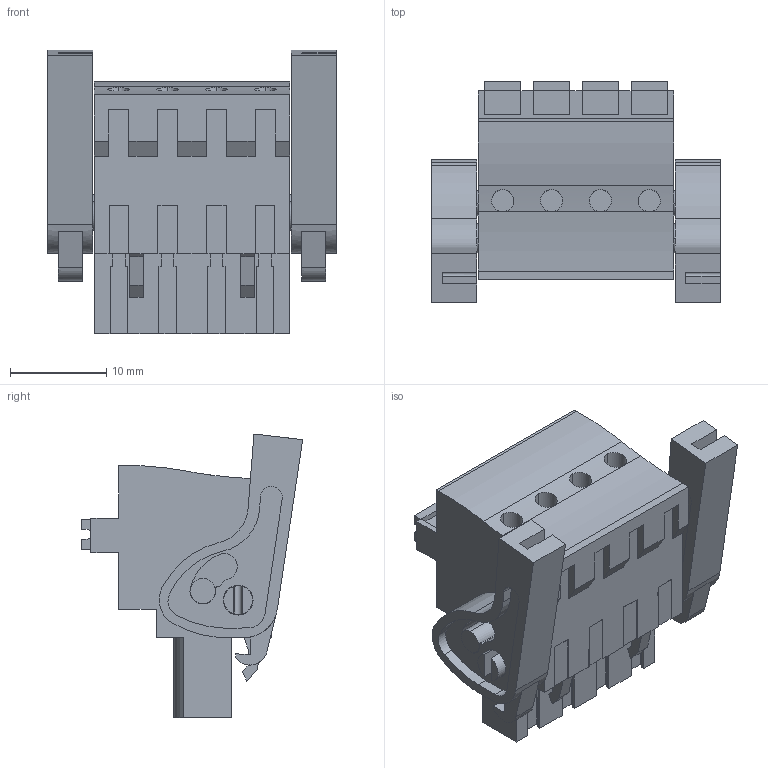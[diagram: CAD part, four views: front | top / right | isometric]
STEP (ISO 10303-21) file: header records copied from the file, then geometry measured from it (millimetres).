
FILE_DESCRIPTION(('CATIA V5 STEP Exchange','CAx-IF Rec.Pracs.--- Model Styling and Organization---1.2---2011-12-15'),'2;1');
FILE_NAME ('D1461150_0_1982330000_1982330000.stp','2017-10-30T15:37:39+00:00',('none'),('Weidmueller'),'CATIA Version 5-6 Release 2014','CATIA V5 STEP AP214','none');
FILE_SCHEMA(('AUTOMOTIVE_DESIGN { 1 0 10303 214 1 1 1 1 }'));
Length unit declared in the file: millimetre
Products named in the file (1): 1982330000
Bounding box: 30.02 x 23.02 x 29.52 mm (x, y, z)
Volume: 7127.2 mm3; surface area: 5122.8 mm2
Topology: 7 solids, 7 shells, 430 faces, 1173 edges, 785 vertices
Faces by surface type: plane 323, cylinder 107
Entity records: 12607 total; most frequent: CARTESIAN_POINT 2403, ORIENTED_EDGE 2346, DIRECTION 1655, EDGE_CURVE 1173, VECTOR 935, LINE 935, VERTEX_POINT 785, EDGE_LOOP 466
